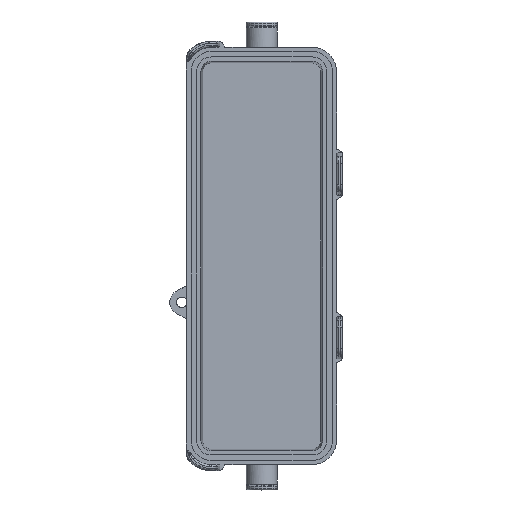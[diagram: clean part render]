
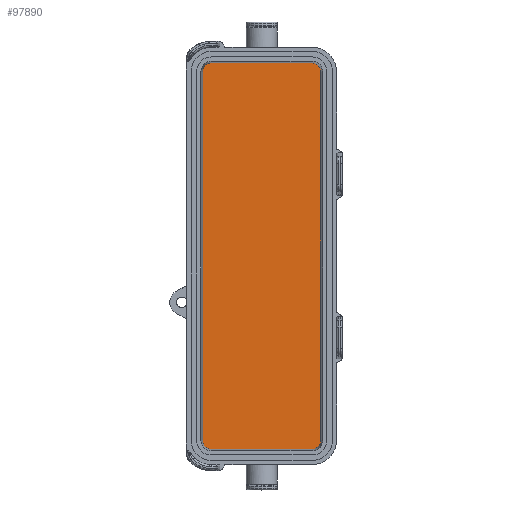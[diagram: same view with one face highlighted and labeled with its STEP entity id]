
A CAD part, top view. The second image highlights one B-rep face of the part: STEP entity #97890.
In plain terms, the highlighted planar face has unit normal (0, 0, 1).
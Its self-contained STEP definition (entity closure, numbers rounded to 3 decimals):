
#97140=CARTESIAN_POINT('',(18.389,-44.709,-5.5));
#97150=DIRECTION('',(0.,0.,-1.));
#97160=DIRECTION('',(1.,0.,0.));
#97170=AXIS2_PLACEMENT_3D('',#97140,#97150,#97160);
#97180=PLANE('',#97170);
#97190=CARTESIAN_POINT('',(-14.5,-5.45,-5.5));
#97200=DIRECTION('',(0.,0.,1.));
#97210=DIRECTION('',(1.,0.,0.));
#97220=AXIS2_PLACEMENT_3D('',#97190,#97200,#97210);
#97230=CIRCLE('',#97220,2.502);
#97240=CARTESIAN_POINT('',(-14.5,-2.948,-5.5));
#97250=VERTEX_POINT('',#97240);
#97260=CARTESIAN_POINT('',(-17.002,-5.45,-5.5));
#97270=VERTEX_POINT('',#97260);
#97280=EDGE_CURVE('',#97250,#97270,#97230,.T.);
#97290=ORIENTED_EDGE('',*,*,#97280,.T.);
#97300=CARTESIAN_POINT('',(0.,-2.948,-5.5));
#97310=DIRECTION('',(1.,-0.,0.));
#97320=VECTOR('',#97310,1.);
#97330=LINE('',#97300,#97320);
#97340=CARTESIAN_POINT('',(14.5,-2.948,-5.5));
#97350=VERTEX_POINT('',#97340);
#97360=EDGE_CURVE('',#97250,#97350,#97330,.T.);
#97370=ORIENTED_EDGE('',*,*,#97360,.F.);
#97380=CARTESIAN_POINT('',(14.5,-5.45,-5.5));
#97390=DIRECTION('',(0.,0.,1.));
#97400=DIRECTION('',(1.,0.,0.));
#97410=AXIS2_PLACEMENT_3D('',#97380,#97390,#97400);
#97420=CIRCLE('',#97410,2.502);
#97430=CARTESIAN_POINT('',(17.002,-5.45,-5.5));
#97440=VERTEX_POINT('',#97430);
#97450=EDGE_CURVE('',#97440,#97350,#97420,.T.);
#97460=ORIENTED_EDGE('',*,*,#97450,.T.);
#97470=CARTESIAN_POINT('',(17.002,-11.451,-5.5));
#97480=DIRECTION('',(0.,1.,0.));
#97490=VECTOR('',#97480,1.);
#97500=LINE('',#97470,#97490);
#97510=CARTESIAN_POINT('',(17.002,-111.45,-5.5));
#97520=VERTEX_POINT('',#97510);
#97530=EDGE_CURVE('',#97520,#97440,#97500,.T.);
#97540=ORIENTED_EDGE('',*,*,#97530,.T.);
#97550=CARTESIAN_POINT('',(14.5,-111.45,-5.5));
#97560=DIRECTION('',(0.,0.,-1.));
#97570=DIRECTION('',(1.,0.,0.));
#97580=AXIS2_PLACEMENT_3D('',#97550,#97560,#97570);
#97590=CIRCLE('',#97580,2.502);
#97600=CARTESIAN_POINT('',(14.5,-113.952,-5.5));
#97610=VERTEX_POINT('',#97600);
#97620=EDGE_CURVE('',#97520,#97610,#97590,.T.);
#97630=ORIENTED_EDGE('',*,*,#97620,.F.);
#97640=CARTESIAN_POINT('',(0.,-113.952,-5.5));
#97650=DIRECTION('',(1.,-0.,0.));
#97660=VECTOR('',#97650,1.);
#97670=LINE('',#97640,#97660);
#97680=CARTESIAN_POINT('',(-14.5,-113.952,-5.5));
#97690=VERTEX_POINT('',#97680);
#97700=EDGE_CURVE('',#97690,#97610,#97670,.T.);
#97710=ORIENTED_EDGE('',*,*,#97700,.T.);
#97720=CARTESIAN_POINT('',(-14.5,-111.45,-5.5));
#97730=DIRECTION('',(0.,0.,-1.));
#97740=DIRECTION('',(1.,0.,0.));
#97750=AXIS2_PLACEMENT_3D('',#97720,#97730,#97740);
#97760=CIRCLE('',#97750,2.502);
#97770=CARTESIAN_POINT('',(-17.002,-111.45,-5.5));
#97780=VERTEX_POINT('',#97770);
#97790=EDGE_CURVE('',#97690,#97780,#97760,.T.);
#97800=ORIENTED_EDGE('',*,*,#97790,.F.);
#97810=CARTESIAN_POINT('',(-17.002,-11.451,-5.5));
#97820=DIRECTION('',(0.,1.,0.));
#97830=VECTOR('',#97820,1.);
#97840=LINE('',#97810,#97830);
#97850=EDGE_CURVE('',#97780,#97270,#97840,.T.);
#97860=ORIENTED_EDGE('',*,*,#97850,.F.);
#97870=EDGE_LOOP('',(#97860,#97800,#97710,#97630,#97540,#97460,#97370,
#97290));
#97880=FACE_OUTER_BOUND('',#97870,.T.);
#97890=ADVANCED_FACE('',(#97880),#97180,.F.);
